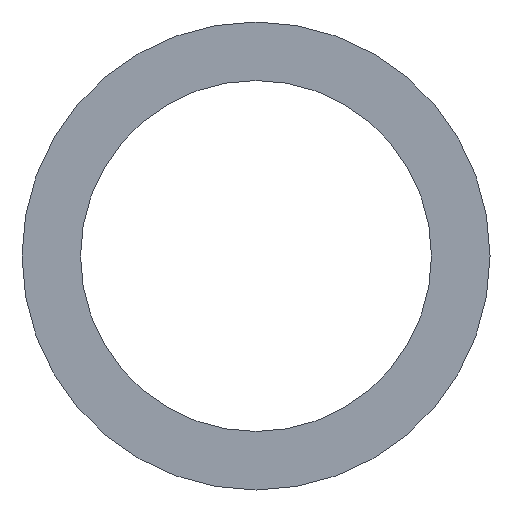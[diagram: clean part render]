
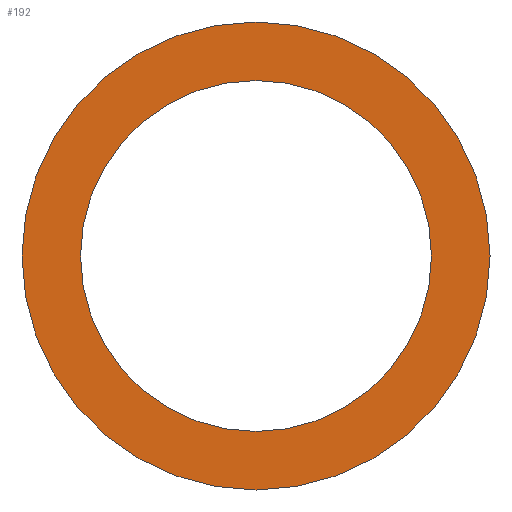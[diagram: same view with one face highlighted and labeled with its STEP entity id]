
A CAD part, front view. The second image highlights one B-rep face of the part: STEP entity #192.
In plain terms, the highlighted planar face has unit normal (0, -1, 0).
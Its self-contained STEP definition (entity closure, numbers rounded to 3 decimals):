
#16 = VERTEX_POINT ( 'NONE', #50 ) ;
#21 = ORIENTED_EDGE ( 'NONE', *, *, #246, .F. ) ;
#23 = ORIENTED_EDGE ( 'NONE', *, *, #190, .F. ) ;
#25 = ORIENTED_EDGE ( 'NONE', *, *, #189, .F. ) ;
#31 = ORIENTED_EDGE ( 'NONE', *, *, #193, .F. ) ;
#32 = EDGE_LOOP ( 'NONE', ( #23, #21 ) ) ;
#38 = EDGE_LOOP ( 'NONE', ( #31, #25 ) ) ;
#50 = CARTESIAN_POINT ( 'NONE',  ( 0., 0., -2. ) ) ;
#56 = CARTESIAN_POINT ( 'NONE',  ( 0., 0., -1.5 ) ) ;
#61 = CARTESIAN_POINT ( 'NONE',  ( 0., 0., 0. ) ) ;
#62 = CARTESIAN_POINT ( 'NONE',  ( 0., 0., 2. ) ) ;
#63 = VERTEX_POINT ( 'NONE', #62 ) ;
#64 = VERTEX_POINT ( 'NONE', #66 ) ;
#66 = CARTESIAN_POINT ( 'NONE',  ( 0., 0., 1.5 ) ) ;
#68 = VERTEX_POINT ( 'NONE', #56 ) ;
#69 = CARTESIAN_POINT ( 'NONE',  ( 0., 0., 0. ) ) ;
#70 = CARTESIAN_POINT ( 'NONE',  ( 0., 0., 0. ) ) ;
#71 = DIRECTION ( 'NONE',  ( 0., -1., 0. ) ) ;
#72 = DIRECTION ( 'NONE',  ( 0., 0., -1. ) ) ;
#84 = CARTESIAN_POINT ( 'NONE',  ( 0., 0., 0. ) ) ;
#85 = DIRECTION ( 'NONE',  ( 0., -1., 0. ) ) ;
#86 = DIRECTION ( 'NONE',  ( 0., 0., -1. ) ) ;
#89 = DIRECTION ( 'NONE',  ( 0., 0., 1. ) ) ;
#92 = DIRECTION ( 'NONE',  ( 0., 1., 0. ) ) ;
#93 = DIRECTION ( 'NONE',  ( 0., 0., -1. ) ) ;
#94 = FACE_BOUND ( 'NONE', #38, .T. ) ;
#95 = FACE_OUTER_BOUND ( 'NONE', #32, .T. ) ;
#96 = PLANE ( 'NONE',  #213 ) ;
#97 = DIRECTION ( 'NONE',  ( 0., 1., 0. ) ) ;
#124 = CARTESIAN_POINT ( 'NONE',  ( 0., 0., 0. ) ) ;
#125 = DIRECTION ( 'NONE',  ( 0., 1., 0. ) ) ;
#126 = DIRECTION ( 'NONE',  ( 0., 0., -1. ) ) ;
#189 = EDGE_CURVE ( 'NONE', #64, #68, #201, .T. ) ;
#190 = EDGE_CURVE ( 'NONE', #16, #63, #198, .T. ) ;
#192 = ADVANCED_FACE ( 'NONE', ( #94, #95 ), #96, .F. ) ;
#193 = EDGE_CURVE ( 'NONE', #68, #64, #205, .T. ) ;
#198 = CIRCLE ( 'NONE', #209, 2. ) ;
#201 = CIRCLE ( 'NONE', #207, 1.5 ) ;
#205 = CIRCLE ( 'NONE', #208, 1.5 ) ;
#207 = AXIS2_PLACEMENT_3D ( 'NONE', #69, #71, #72 ) ;
#208 = AXIS2_PLACEMENT_3D ( 'NONE', #84, #85, #86 ) ;
#209 = AXIS2_PLACEMENT_3D ( 'NONE', #61, #92, #93 ) ;
#210 = AXIS2_PLACEMENT_3D ( 'NONE', #124, #125, #126 ) ;
#213 = AXIS2_PLACEMENT_3D ( 'NONE', #70, #97, #89 ) ;
#221 = CIRCLE ( 'NONE', #210, 2. ) ;
#246 = EDGE_CURVE ( 'NONE', #63, #16, #221, .T. ) ;
